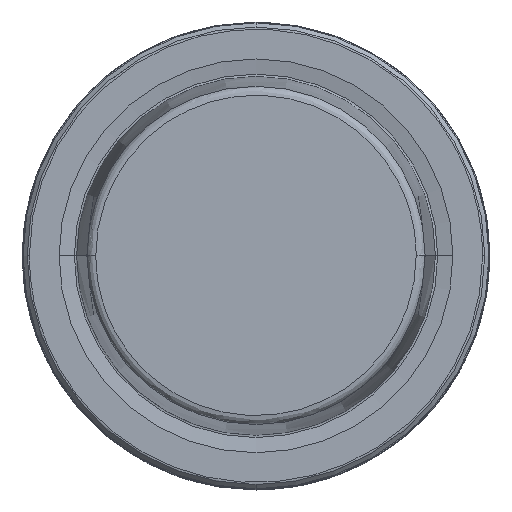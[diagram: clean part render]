
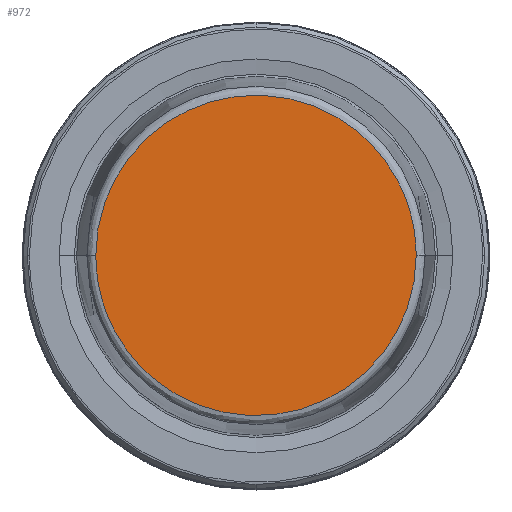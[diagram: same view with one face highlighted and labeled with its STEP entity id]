
A CAD part, top view. The second image highlights one B-rep face of the part: STEP entity #972.
In plain terms, the highlighted planar face has unit normal (0, 0, 1).
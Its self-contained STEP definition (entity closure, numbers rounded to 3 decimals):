
#672 =( BOUNDED_CURVE ( )  B_SPLINE_CURVE ( 3, ( #2468, #2945, #1473, #3197 ),
 .UNSPECIFIED., .F., .T. ) 
 B_SPLINE_CURVE_WITH_KNOTS ( ( 4, 4 ),
 ( 0., 1. ),
 .UNSPECIFIED. ) 
 CURVE ( )  GEOMETRIC_REPRESENTATION_ITEM ( )  RATIONAL_B_SPLINE_CURVE ( ( 0.958, 0.319, 0.319, 0.958 ) ) 
 REPRESENTATION_ITEM ( '' )  );
#942 = CARTESIAN_POINT ( 'NONE',  ( -21.581, 0., 31.9 ) ) ;
#947 = VERTEX_POINT ( 'NONE', #2030 ) ;
#949 =( BOUNDED_CURVE ( )  B_SPLINE_CURVE ( 3, ( #1350, #2830, #3083, #1630 ),
 .UNSPECIFIED., .F., .T. ) 
 B_SPLINE_CURVE_WITH_KNOTS ( ( 4, 4 ),
 ( 0., 1. ),
 .UNSPECIFIED. ) 
 CURVE ( )  GEOMETRIC_REPRESENTATION_ITEM ( )  RATIONAL_B_SPLINE_CURVE ( ( 0.958, 0.319, 0.319, 0.958 ) ) 
 REPRESENTATION_ITEM ( '' )  );
#972 = ADVANCED_FACE ( 'NONE', ( #1527 ), #2737, .F. ) ;
#998 = DIRECTION ( 'NONE',  ( -1., 0., 0. ) ) ;
#1148 = VERTEX_POINT ( 'NONE', #942 ) ;
#1166 = EDGE_CURVE ( 'NONE', #1148, #947, #672, .T. ) ;
#1253 = EDGE_LOOP ( 'NONE', ( #2477, #3050 ) ) ;
#1350 = CARTESIAN_POINT ( 'NONE',  ( 21.581, 0., 31.9 ) ) ;
#1473 = CARTESIAN_POINT ( 'NONE',  ( 21.581, 43.162, 31.9 ) ) ;
#1517 = CARTESIAN_POINT ( 'NONE',  ( 21.84, -21.84, 31.9 ) ) ;
#1527 = FACE_OUTER_BOUND ( 'NONE', #1253, .T. ) ;
#1630 = CARTESIAN_POINT ( 'NONE',  ( -21.581, 0., 31.9 ) ) ;
#1717 = AXIS2_PLACEMENT_3D ( 'NONE', #1517, #2505, #998 ) ;
#2030 = CARTESIAN_POINT ( 'NONE',  ( 21.581, 0., 31.9 ) ) ;
#2099 = EDGE_CURVE ( 'NONE', #947, #1148, #949, .T. ) ;
#2468 = CARTESIAN_POINT ( 'NONE',  ( -21.581, 0., 31.9 ) ) ;
#2477 = ORIENTED_EDGE ( 'NONE', *, *, #2099, .F. ) ;
#2505 = DIRECTION ( 'NONE',  ( 0., 0., -1. ) ) ;
#2737 = PLANE ( 'NONE',  #1717 ) ;
#2830 = CARTESIAN_POINT ( 'NONE',  ( 21.581, -43.162, 31.9 ) ) ;
#2945 = CARTESIAN_POINT ( 'NONE',  ( -21.581, 43.162, 31.9 ) ) ;
#3050 = ORIENTED_EDGE ( 'NONE', *, *, #1166, .F. ) ;
#3083 = CARTESIAN_POINT ( 'NONE',  ( -21.581, -43.162, 31.9 ) ) ;
#3197 = CARTESIAN_POINT ( 'NONE',  ( 21.581, 0., 31.9 ) ) ;
